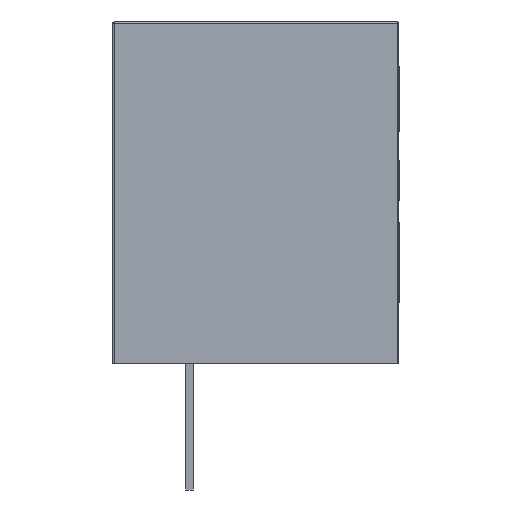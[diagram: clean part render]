
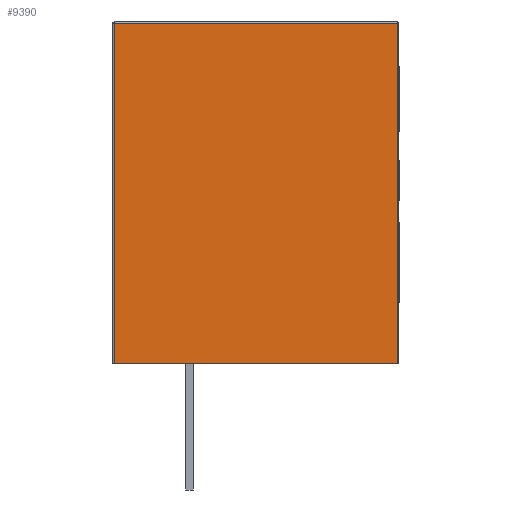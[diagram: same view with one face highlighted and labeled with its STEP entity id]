
A CAD part, left-side view. The second image highlights one B-rep face of the part: STEP entity #9390.
In plain terms, the highlighted planar face has unit normal (-1, 0, 0).
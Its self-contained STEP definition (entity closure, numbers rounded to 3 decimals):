
#9347 = VERTEX_POINT('',#9348);
#9348 = CARTESIAN_POINT('',(-10.9,-6.74,0.01));
#9355 = EDGE_CURVE('',#9347,#9356,#9358,.T.);
#9356 = VERTEX_POINT('',#9357);
#9357 = CARTESIAN_POINT('',(-10.9,2.46,0.01));
#9358 = LINE('',#9359,#9360);
#9359 = CARTESIAN_POINT('',(-10.9,2.51,0.01));
#9360 = VECTOR('',#9361,1.);
#9361 = DIRECTION('',(0.,1.,0.));
#9390 = ADVANCED_FACE('',(#9391),#9416,.F.);
#9391 = FACE_BOUND('',#9392,.T.);
#9392 = EDGE_LOOP('',(#9393,#9394,#9402,#9410));
#9393 = ORIENTED_EDGE('',*,*,#9355,.F.);
#9394 = ORIENTED_EDGE('',*,*,#9395,.T.);
#9395 = EDGE_CURVE('',#9347,#9396,#9398,.T.);
#9396 = VERTEX_POINT('',#9397);
#9397 = CARTESIAN_POINT('',(-10.9,-6.74,11.06));
#9398 = LINE('',#9399,#9400);
#9399 = CARTESIAN_POINT('',(-10.9,-6.74,0.01));
#9400 = VECTOR('',#9401,1.);
#9401 = DIRECTION('',(0.,0.,1.));
#9402 = ORIENTED_EDGE('',*,*,#9403,.T.);
#9403 = EDGE_CURVE('',#9396,#9404,#9406,.T.);
#9404 = VERTEX_POINT('',#9405);
#9405 = CARTESIAN_POINT('',(-10.9,2.46,11.06));
#9406 = LINE('',#9407,#9408);
#9407 = CARTESIAN_POINT('',(-10.9,2.51,11.06));
#9408 = VECTOR('',#9409,1.);
#9409 = DIRECTION('',(0.,1.,0.));
#9410 = ORIENTED_EDGE('',*,*,#9411,.T.);
#9411 = EDGE_CURVE('',#9404,#9356,#9412,.T.);
#9412 = LINE('',#9413,#9414);
#9413 = CARTESIAN_POINT('',(-10.9,2.46,0.01));
#9414 = VECTOR('',#9415,1.);
#9415 = DIRECTION('',(0.,0.,-1.));
#9416 = PLANE('',#9417);
#9417 = AXIS2_PLACEMENT_3D('',#9418,#9419,#9420);
#9418 = CARTESIAN_POINT('',(-10.9,2.51,0.01));
#9419 = DIRECTION('',(1.,0.,0.));
#9420 = DIRECTION('',(0.,-1.,0.));
